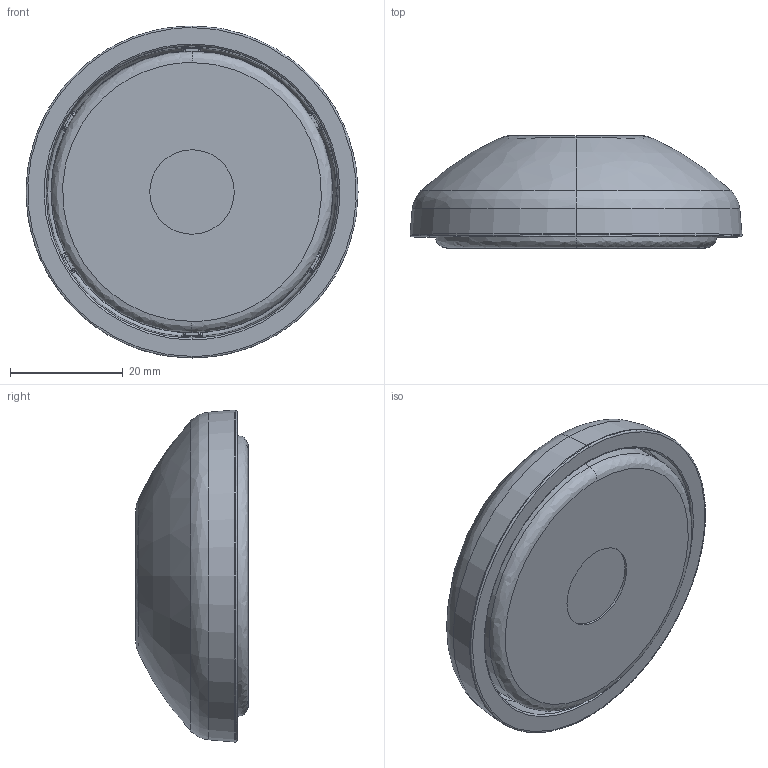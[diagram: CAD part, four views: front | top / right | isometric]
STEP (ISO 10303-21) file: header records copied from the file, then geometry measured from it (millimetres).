
FILE_DESCRIPTION (( 'STEP AP214' ), '1' );
FILE_NAME ('7410130', '2019-01-30T09:25:08', ( '' ), ('JUGARD+KÜNSTNER GmbH'), 'SwSTEP 2.0', 'SolidWorks 2017', '' );
FILE_SCHEMA (( 'AUTOMOTIVE_DESIGN' ));
Length unit declared in the file: millimetre
Products named in the file (3): 7410130; Part2; Part1
Assembly tree (2 placements, depth 2):
  7410130
    Part2
    Part1
Bounding box: 59 x 20 x 59 mm (x, y, z)
Volume: 29822.6 mm3; surface area: 15409.5 mm2
Topology: 2 solids, 2 shells, 395 faces, 931 edges, 518 vertices
Faces by surface type: bspline 286, plane 39, cylinder 38, cone 32
Entity records: 21039 total; most frequent: CARTESIAN_POINT 9590, ORIENTED_EDGE 1806, DIRECTION 1024, EDGE_CURVE 903, VERTEX_POINT 518, AXIS2_PLACEMENT_3D 465, B_SPLINE_CURVE_WITH_KNOTS 441, UNCERTAINTY_MEASURE_WITH_UNIT 402
